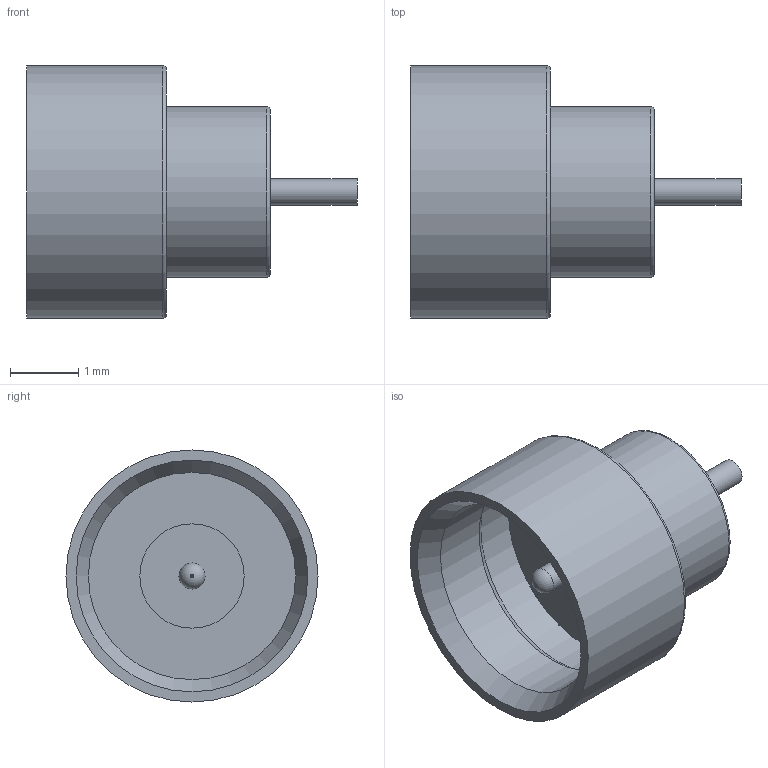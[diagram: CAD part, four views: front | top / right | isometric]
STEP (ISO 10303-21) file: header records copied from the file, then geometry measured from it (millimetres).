
FILE_DESCRIPTION (( 'STEP AP203' ), '1' );
FILE_NAME ('PE44918_3D.step', '2021-06-08T17:10:08', ( '' ), ( '' ), 'SwSTEP 2.0', 'SolidWorks 2020', '' );
FILE_SCHEMA (( 'CONFIG_CONTROL_DESIGN' ));
Length unit declared in the file: inch
Products named in the file (1): PE44918_3D
Bounding box: 4.83 x 3.68 x 3.68 mm (x, y, z)
Volume: 15.2 mm3; surface area: 78.4 mm2
Topology: 1 solids, 1 shells, 20 faces, 32 edges, 20 vertices
Faces by surface type: cylinder 8, plane 7, torus 3, cone 2
Full cylindrical faces by diameter (mm): 0.381 x2, 1.524 x1, 2.032 x1, 2.489 x1, 3.027 x1, 3.174 x1, 3.683 x1
Entity records: 473 total; most frequent: DIRECTION 80, CARTESIAN_POINT 59, AXIS2_PLACEMENT_3D 40, EDGE_LOOP 38, ORIENTED_EDGE 38, FACE_OUTER_BOUND 30, ADVANCED_FACE 20, CIRCLE 19
